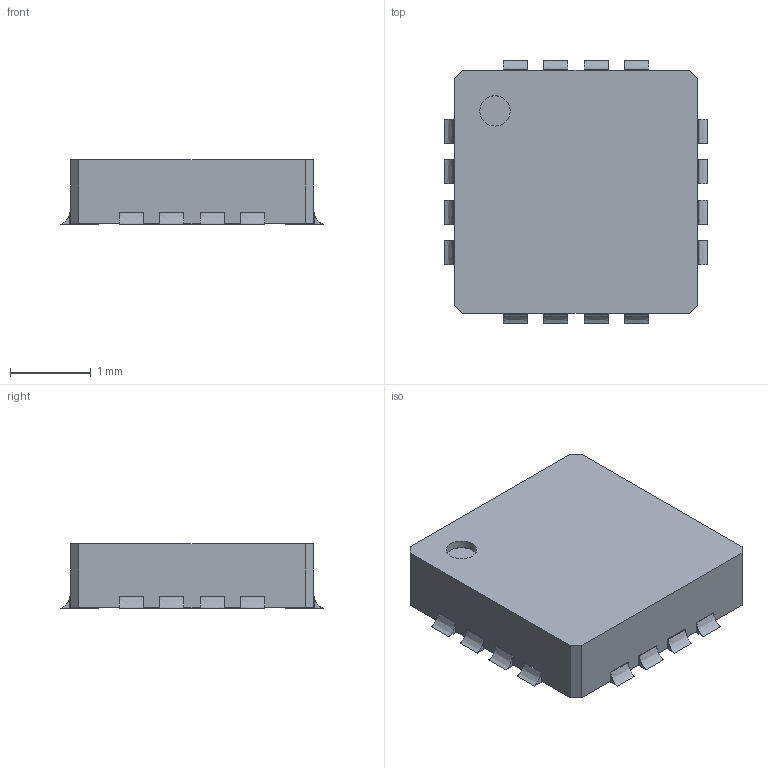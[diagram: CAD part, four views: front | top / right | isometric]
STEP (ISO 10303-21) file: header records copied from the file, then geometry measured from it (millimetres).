
FILE_DESCRIPTION(('STEP AP242'), '1');
FILE_NAME('Qorvo-QFN-Ceramic-16-3x3mm', '', ('UNSPECIFIED'), ('UNSPECIFIED'), 'C3D Converter', 'C3D Toolkit', '');
FILE_SCHEMA(('AP242_MANAGED_MODEL_BASED_3D_ENGINEERING_MIM_LF { 1 0 10303 442 1 1 4 }'));
Length unit declared in the file: millimetre
Products named in the file (8): QFN50P295X295X80_HS-17L.step; Open CASCADE STEP translator 7.5 34.1; Body; Open CASCADE STEP translator 7.5 34.2.1; Thermal Shape; Pin Shape; Open CASCADE STEP translator 7.5 34.4.1
Assembly tree (22 placements, depth 3):
  QFN50P295X295X80_HS-17L.step
    Open CASCADE STEP translator 7.5 34.1
    Body
      Open CASCADE STEP translator 7.5 34.2.1
    Thermal Shape
    Pin Shape  x16
      Open CASCADE STEP translator 7.5 34.4.1
    (unnamed)
Bounding box: 3.25 x 3.25 x 0.8 mm (x, y, z)
Volume: 7.2 mm3; surface area: 39.1 mm2
Topology: 34 solids, 35 shells, 260 faces, 539 edges, 349 vertices
Faces by surface type: plane 243, extrusion 16, cylinder 1
Full cylindrical faces by diameter (mm): 0.375 x1
Entity records: 3911 total; most frequent: CARTESIAN_POINT 624, DIRECTION 429, ORIENTED_EDGE 415, EDGE_CURVE 208, VECTOR 189, LINE 173, VERTEX_POINT 139, AXIS2_PLACEMENT_3D 120
